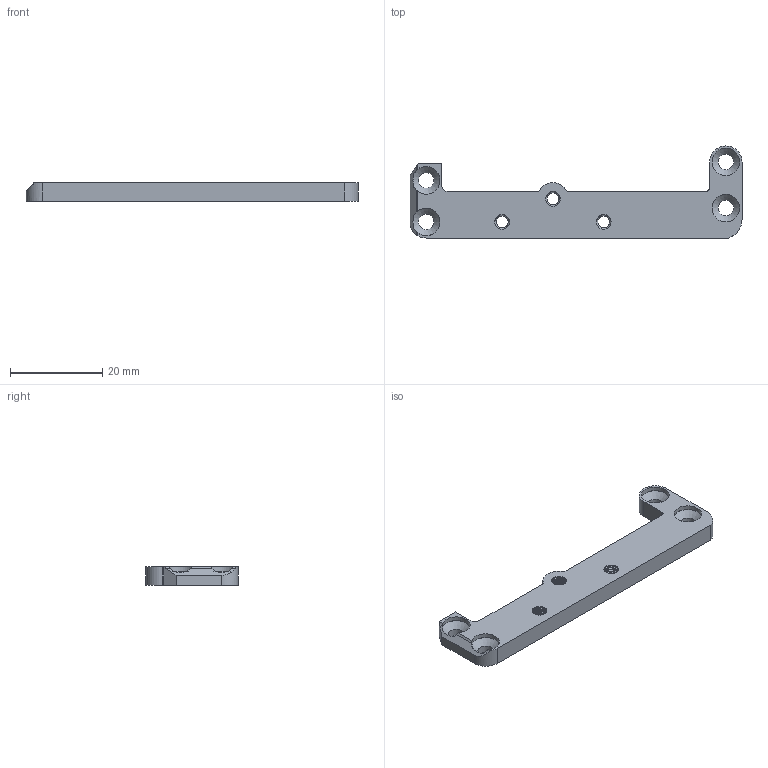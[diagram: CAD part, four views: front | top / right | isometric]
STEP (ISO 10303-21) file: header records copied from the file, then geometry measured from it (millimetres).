
FILE_DESCRIPTION(('FreeCAD Model'),'2;1');
FILE_NAME('Open CASCADE Shape Model','2024-07-11T17:51:53',(''),(''), 'Open CASCADE STEP processor 7.6','FreeCAD','Unknown');
FILE_SCHEMA(('AUTOMOTIVE_DESIGN { 1 0 10303 214 1 1 1 1 }'));
Length unit declared in the file: millimetre
Products named in the file (1): Pocket053032739
Bounding box: 72 x 19.96 x 4 mm (x, y, z)
Volume: 2968.2 mm3; surface area: 2632 mm2
Topology: 1 solids, 1 shells, 124 faces, 318 edges, 196 vertices
Faces by surface type: bspline 81, cylinder 20, plane 16, cone 7
Full cylindrical faces by diameter (mm): 3.4 x4, 6 x2
Entity records: 25743 total; most frequent: CARTESIAN_POINT 20471, ORIENTED_EDGE 636, PCURVE 636, DEFINITIONAL_REPRESENTATION 636, DIRECTION 573, B_SPLINE_CURVE_WITH_KNOTS 511, LINE 336, VECTOR 336
